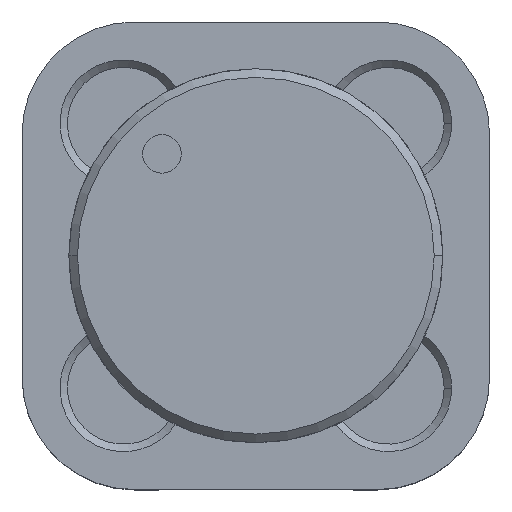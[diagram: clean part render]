
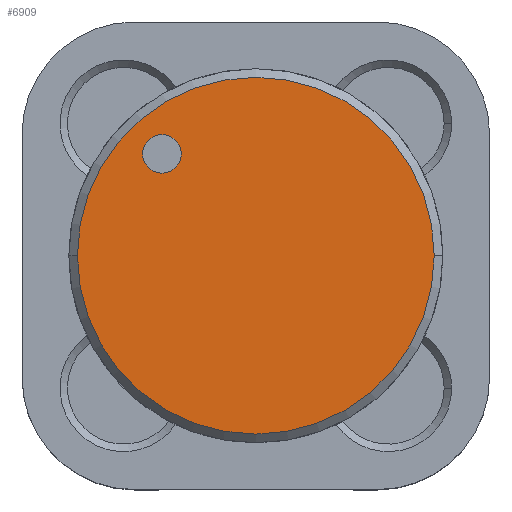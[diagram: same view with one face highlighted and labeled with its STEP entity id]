
A CAD part, top view. The second image highlights one B-rep face of the part: STEP entity #6909.
In plain terms, the highlighted planar face has unit normal (0, 0, 1).
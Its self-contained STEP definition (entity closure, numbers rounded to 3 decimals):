
#632 = CARTESIAN_POINT ( 'NONE',  ( -2.51, 2.725, 7.3 ) ) ;
#813 = FACE_BOUND ( 'NONE', #1609, .T. ) ;
#1196 = DIRECTION ( 'NONE',  ( 1., 0., 0. ) ) ;
#1609 = EDGE_LOOP ( 'NONE', ( #14483, #4270 ) ) ;
#2197 = PLANE ( 'NONE',  #17532 ) ;
#2482 = DIRECTION ( 'NONE',  ( 1., 0., 0. ) ) ;
#3504 = VERTEX_POINT ( 'NONE', #21398 ) ;
#4270 = ORIENTED_EDGE ( 'NONE', *, *, #4994, .F. ) ;
#4994 = EDGE_CURVE ( 'NONE', #16524, #3504, #12849, .T. ) ;
#5179 = AXIS2_PLACEMENT_3D ( 'NONE', #632, #18239, #2482 ) ;
#6126 = CIRCLE ( 'NONE', #18946, 0.516 ) ;
#6244 = EDGE_CURVE ( 'NONE', #3504, #16524, #6126, .T. ) ;
#6503 = AXIS2_PLACEMENT_3D ( 'NONE', #21336, #12578, #19600 ) ;
#6526 = CARTESIAN_POINT ( 'NONE',  ( 0., 0., 7.3 ) ) ;
#6909 = ADVANCED_FACE ( 'NONE', ( #813, #12658 ), #2197, .T. ) ;
#7419 = VERTEX_POINT ( 'NONE', #18553 ) ;
#7657 = ORIENTED_EDGE ( 'NONE', *, *, #14196, .T. ) ;
#8522 = CARTESIAN_POINT ( 'NONE',  ( -2.51, 2.725, 7.3 ) ) ;
#8578 = CARTESIAN_POINT ( 'NONE',  ( -4.77, 0., 7.3 ) ) ;
#9878 = CARTESIAN_POINT ( 'NONE',  ( -3.026, 2.725, 7.3 ) ) ;
#9973 = DIRECTION ( 'NONE',  ( 1., 0., 0. ) ) ;
#10992 = AXIS2_PLACEMENT_3D ( 'NONE', #6526, #16961, #1196 ) ;
#12327 = VERTEX_POINT ( 'NONE', #8578 ) ;
#12578 = DIRECTION ( 'NONE',  ( 0., 0., 1. ) ) ;
#12658 = FACE_OUTER_BOUND ( 'NONE', #16897, .T. ) ;
#12849 = CIRCLE ( 'NONE', #5179, 0.516 ) ;
#14196 = EDGE_CURVE ( 'NONE', #7419, #12327, #21668, .T. ) ;
#14483 = ORIENTED_EDGE ( 'NONE', *, *, #6244, .F. ) ;
#15131 = EDGE_CURVE ( 'NONE', #12327, #7419, #15299, .T. ) ;
#15299 = CIRCLE ( 'NONE', #6503, 4.77 ) ;
#16524 = VERTEX_POINT ( 'NONE', #9878 ) ;
#16897 = EDGE_LOOP ( 'NONE', ( #22508, #7657 ) ) ;
#16961 = DIRECTION ( 'NONE',  ( 0., 0., 1. ) ) ;
#16998 = DIRECTION ( 'NONE',  ( 1., 0., 0. ) ) ;
#17532 = AXIS2_PLACEMENT_3D ( 'NONE', #22300, #22528, #9973 ) ;
#18239 = DIRECTION ( 'NONE',  ( 0., 0., 1. ) ) ;
#18553 = CARTESIAN_POINT ( 'NONE',  ( 4.77, 0., 7.3 ) ) ;
#18946 = AXIS2_PLACEMENT_3D ( 'NONE', #8522, #19064, #16998 ) ;
#19064 = DIRECTION ( 'NONE',  ( 0., 0., 1. ) ) ;
#19600 = DIRECTION ( 'NONE',  ( 1., 0., 0. ) ) ;
#21336 = CARTESIAN_POINT ( 'NONE',  ( 0., 0., 7.3 ) ) ;
#21398 = CARTESIAN_POINT ( 'NONE',  ( -1.994, 2.725, 7.3 ) ) ;
#21668 = CIRCLE ( 'NONE', #10992, 4.77 ) ;
#22300 = CARTESIAN_POINT ( 'NONE',  ( 0., 0., 7.3 ) ) ;
#22508 = ORIENTED_EDGE ( 'NONE', *, *, #15131, .T. ) ;
#22528 = DIRECTION ( 'NONE',  ( 0., 0., 1. ) ) ;
